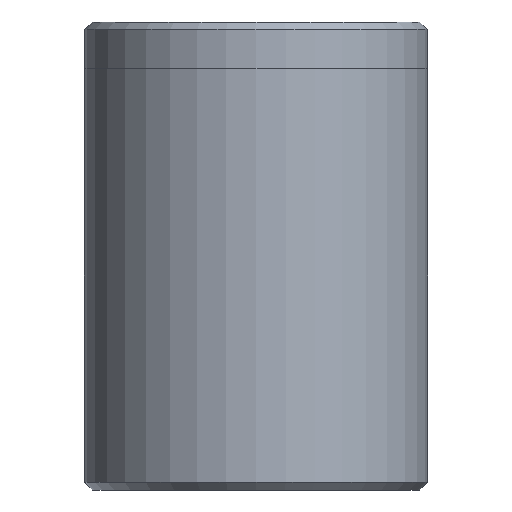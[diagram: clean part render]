
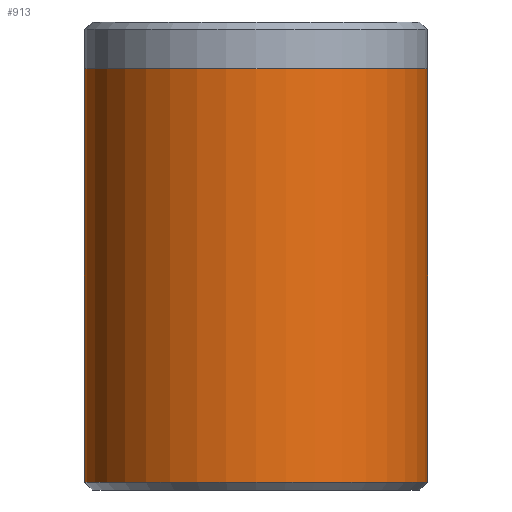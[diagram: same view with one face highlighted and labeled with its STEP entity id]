
A CAD part, front view. The second image highlights one B-rep face of the part: STEP entity #913.
In plain terms, the highlighted cylindrical face has radius 11 mm (diameter 22 mm), a partial arc.
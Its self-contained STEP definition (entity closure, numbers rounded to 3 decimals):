
#20 = VECTOR ( 'NONE', #1500, 1000. ) ;
#40 = FACE_OUTER_BOUND ( 'NONE', #1025, .T. ) ;
#85 = CIRCLE ( 'NONE', #1188, 11. ) ;
#118 = CARTESIAN_POINT ( 'NONE',  ( 11., 0., 27. ) ) ;
#139 = CARTESIAN_POINT ( 'NONE',  ( -11., 0., 27. ) ) ;
#157 = EDGE_CURVE ( 'NONE', #1186, #444, #733, .T. ) ;
#268 = EDGE_CURVE ( 'NONE', #1397, #444, #1328, .T. ) ;
#275 = AXIS2_PLACEMENT_3D ( 'NONE', #701, #679, #671 ) ;
#391 = CYLINDRICAL_SURFACE ( 'NONE', #1699, 11. ) ;
#444 = VERTEX_POINT ( 'NONE', #1669 ) ;
#478 = ORIENTED_EDGE ( 'NONE', *, *, #726, .T. ) ;
#486 = DIRECTION ( 'NONE',  ( 0., 0., -1. ) ) ;
#671 = DIRECTION ( 'NONE',  ( 1., 0., 0. ) ) ;
#679 = DIRECTION ( 'NONE',  ( 0., 0., 1. ) ) ;
#701 = CARTESIAN_POINT ( 'NONE',  ( 0., 0., 0.5 ) ) ;
#726 = EDGE_CURVE ( 'NONE', #1713, #1397, #776, .T. ) ;
#733 = LINE ( 'NONE', #1688, #1759 ) ;
#776 = LINE ( 'NONE', #1446, #20 ) ;
#790 = DIRECTION ( 'NONE',  ( 0., 0., 1. ) ) ;
#840 = ORIENTED_EDGE ( 'NONE', *, *, #157, .F. ) ;
#913 = ADVANCED_FACE ( 'NONE', ( #40 ), #391, .T. ) ;
#971 = ORIENTED_EDGE ( 'NONE', *, *, #268, .T. ) ;
#1019 = DIRECTION ( 'NONE',  ( -1., 0., 0. ) ) ;
#1025 = EDGE_LOOP ( 'NONE', ( #840, #1470, #478, #971 ) ) ;
#1186 = VERTEX_POINT ( 'NONE', #118 ) ;
#1188 = AXIS2_PLACEMENT_3D ( 'NONE', #1583, #790, #1724 ) ;
#1328 = CIRCLE ( 'NONE', #275, 11. ) ;
#1397 = VERTEX_POINT ( 'NONE', #1697 ) ;
#1446 = CARTESIAN_POINT ( 'NONE',  ( -11., 0., 30. ) ) ;
#1450 = EDGE_CURVE ( 'NONE', #1713, #1186, #85, .T. ) ;
#1470 = ORIENTED_EDGE ( 'NONE', *, *, #1450, .F. ) ;
#1500 = DIRECTION ( 'NONE',  ( 0., 0., -1. ) ) ;
#1551 = CARTESIAN_POINT ( 'NONE',  ( 0., 0., 30. ) ) ;
#1583 = CARTESIAN_POINT ( 'NONE',  ( 0., 0., 27. ) ) ;
#1669 = CARTESIAN_POINT ( 'NONE',  ( 11., 0., 0.5 ) ) ;
#1688 = CARTESIAN_POINT ( 'NONE',  ( 11., 0., 30. ) ) ;
#1697 = CARTESIAN_POINT ( 'NONE',  ( -11., 0., 0.5 ) ) ;
#1699 = AXIS2_PLACEMENT_3D ( 'NONE', #1551, #486, #1019 ) ;
#1713 = VERTEX_POINT ( 'NONE', #139 ) ;
#1724 = DIRECTION ( 'NONE',  ( 1., 0., 0. ) ) ;
#1751 = DIRECTION ( 'NONE',  ( 0., 0., -1. ) ) ;
#1759 = VECTOR ( 'NONE', #1751, 1000. ) ;
